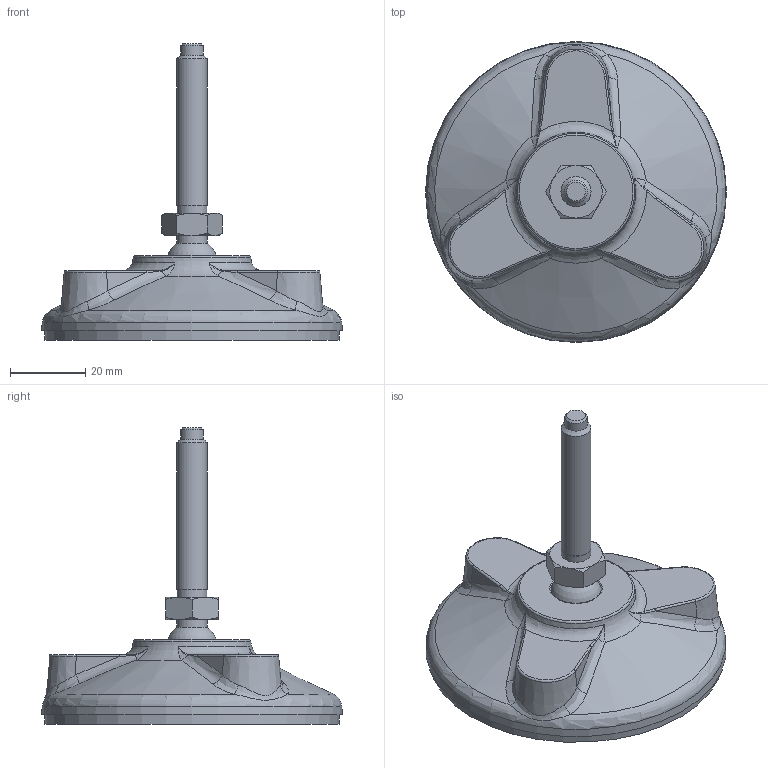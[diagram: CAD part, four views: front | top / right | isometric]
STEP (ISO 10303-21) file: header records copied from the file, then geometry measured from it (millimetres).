
FILE_DESCRIPTION(/* description */ ('AC2F'),/* implementation_level */ '2;1');
FILE_NAME(/* name */ '6387010',/* time_stamp */ '2018-06-06T15:36:41+02:00',/* author */ ('Zorzan Davide'),/* organization */ ('Gamm Srl.'),/* preprocessor_version */ 'ST-DEVELOPER v16.7',/* originating_system */ 'DEX',/* authorisation */ $);
FILE_SCHEMA (('CONFIG_CONTROL_DESIGN','TECHNICAL_DATA_PACKAGING'));
Length unit declared in the file: millimetre
Products named in the file (1): 6387010
Bounding box: 80 x 80 x 78.78 mm (x, y, z)
Volume: 56965.7 mm3; surface area: 30258.9 mm2
Topology: 1 solids, 9 shells, 362 faces, 884 edges, 553 vertices
Faces by surface type: plane 133, cylinder 82, bspline 63, torus 42, cone 34, sphere 8
Full cylindrical faces by diameter (mm): 2.966 x3, 3 x3, 6 x4, 7.862 x1, 7.909 x3, 8 x1, 8.062 x1, 9.392 x3, 9.4 x3, 9.5 x1, 9.8 x1, 13.381 x1, 71.5 x1, 72.5 x1, 78.2 x1
Entity records: 16199 total; most frequent: CARTESIAN_POINT 6055, ORIENTED_EDGE 1600, DIRECTION 1426, EDGE_CURVE 800, AXIS2_PLACEMENT_3D 617, VERTEX_POINT 533, EDGE_LOOP 441, FACE_BOUND 441
